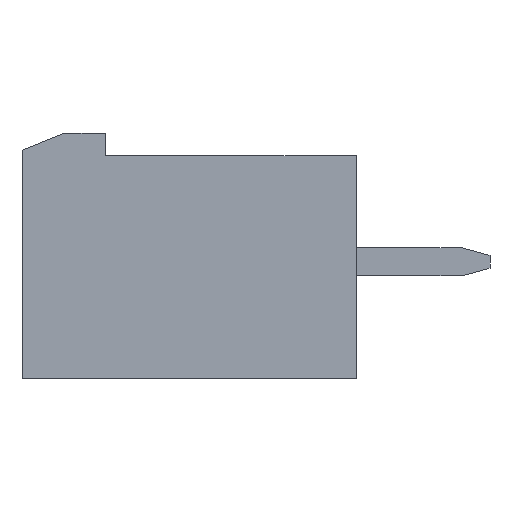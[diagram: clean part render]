
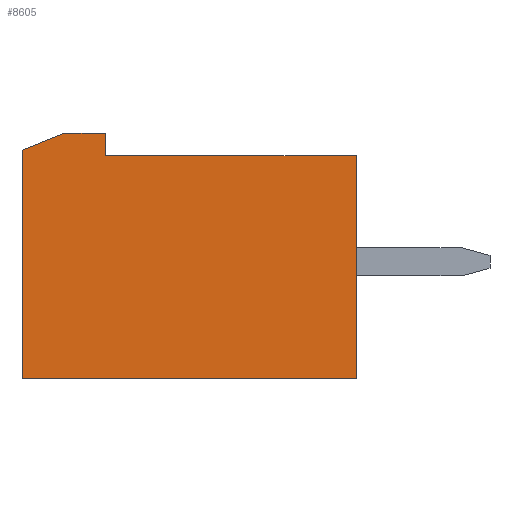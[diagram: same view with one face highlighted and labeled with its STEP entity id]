
A CAD part, left-side view. The second image highlights one B-rep face of the part: STEP entity #8605.
In plain terms, the highlighted planar face has unit normal (-1, 0, 0).
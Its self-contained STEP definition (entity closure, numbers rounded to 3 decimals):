
#35 = DIRECTION ( 'NONE',  ( 0., -1., 0. ) ) ;
#963 = CARTESIAN_POINT ( 'NONE',  ( -0.5, 0., 0. ) ) ;
#1075 = LINE ( 'NONE', #7644, #6928 ) ;
#1552 = AXIS2_PLACEMENT_3D ( 'NONE', #7591, #9057, #4576 ) ;
#1587 = DIRECTION ( 'NONE',  ( 0., 0., 1. ) ) ;
#1991 = ORIENTED_EDGE ( 'NONE', *, *, #7024, .T. ) ;
#2200 = VERTEX_POINT ( 'NONE', #6963 ) ;
#2325 = LINE ( 'NONE', #4428, #6176 ) ;
#2596 = CARTESIAN_POINT ( 'NONE',  ( -0.5, 12., -6.5 ) ) ;
#2927 = CARTESIAN_POINT ( 'NONE',  ( -0.5, 0., -8. ) ) ;
#2950 = ORIENTED_EDGE ( 'NONE', *, *, #5233, .T. ) ;
#3058 = VERTEX_POINT ( 'NONE', #9193 ) ;
#3325 = ORIENTED_EDGE ( 'NONE', *, *, #3605, .T. ) ;
#3328 = DIRECTION ( 'NONE',  ( 0., 0., -1. ) ) ;
#3463 = FACE_OUTER_BOUND ( 'NONE', #6691, .T. ) ;
#3605 = EDGE_CURVE ( 'NONE', #3058, #2200, #8071, .T. ) ;
#4251 = VERTEX_POINT ( 'NONE', #4819 ) ;
#4316 = VECTOR ( 'NONE', #1587, 1000. ) ;
#4428 = CARTESIAN_POINT ( 'NONE',  ( -0.5, 10.5, 0.8 ) ) ;
#4576 = DIRECTION ( 'NONE',  ( 0., 0., 1. ) ) ;
#4645 = CARTESIAN_POINT ( 'NONE',  ( -0.5, 0., -8. ) ) ;
#4660 = EDGE_CURVE ( 'NONE', #2200, #5781, #7830, .T. ) ;
#4664 = LINE ( 'NONE', #2596, #8436 ) ;
#4819 = CARTESIAN_POINT ( 'NONE',  ( -0.5, 0., 0. ) ) ;
#5113 = ORIENTED_EDGE ( 'NONE', *, *, #8689, .T. ) ;
#5233 = EDGE_CURVE ( 'NONE', #5781, #8308, #2325, .T. ) ;
#5567 = DIRECTION ( 'NONE',  ( 0., 1., 0. ) ) ;
#5781 = VERTEX_POINT ( 'NONE', #7232 ) ;
#6176 = VECTOR ( 'NONE', #9678, 1000. ) ;
#6691 = EDGE_LOOP ( 'NONE', ( #7852, #6939, #5113, #1991, #3325, #6696, #2950 ) ) ;
#6696 = ORIENTED_EDGE ( 'NONE', *, *, #4660, .T. ) ;
#6928 = VECTOR ( 'NONE', #35, 1000. ) ;
#6939 = ORIENTED_EDGE ( 'NONE', *, *, #9241, .T. ) ;
#6963 = CARTESIAN_POINT ( 'NONE',  ( -0.5, 9.01, 0.8 ) ) ;
#7024 = EDGE_CURVE ( 'NONE', #4251, #3058, #9591, .T. ) ;
#7232 = CARTESIAN_POINT ( 'NONE',  ( -0.5, 10.5, 0.8 ) ) ;
#7426 = VECTOR ( 'NONE', #5567, 1000. ) ;
#7581 = DIRECTION ( 'NONE',  ( 0., 1., 0. ) ) ;
#7591 = CARTESIAN_POINT ( 'NONE',  ( -0.5, 0., 0. ) ) ;
#7623 = DIRECTION ( 'NONE',  ( 0., 0., 1. ) ) ;
#7644 = CARTESIAN_POINT ( 'NONE',  ( -0.5, 12., -8. ) ) ;
#7830 = LINE ( 'NONE', #8324, #9532 ) ;
#7852 = ORIENTED_EDGE ( 'NONE', *, *, #8844, .T. ) ;
#7887 = CARTESIAN_POINT ( 'NONE',  ( -0.5, 12., -8. ) ) ;
#8008 = VERTEX_POINT ( 'NONE', #2927 ) ;
#8071 = LINE ( 'NONE', #8592, #9537 ) ;
#8308 = VERTEX_POINT ( 'NONE', #9395 ) ;
#8324 = CARTESIAN_POINT ( 'NONE',  ( -0.5, 9.01, 0.8 ) ) ;
#8335 = PLANE ( 'NONE',  #1552 ) ;
#8436 = VECTOR ( 'NONE', #3328, 1000. ) ;
#8554 = LINE ( 'NONE', #4645, #4316 ) ;
#8592 = CARTESIAN_POINT ( 'NONE',  ( -0.5, 9.01, 0. ) ) ;
#8605 = ADVANCED_FACE ( 'NONE', ( #3463 ), #8335, .T. ) ;
#8689 = EDGE_CURVE ( 'NONE', #8008, #4251, #8554, .T. ) ;
#8836 = VERTEX_POINT ( 'NONE', #7887 ) ;
#8844 = EDGE_CURVE ( 'NONE', #8308, #8836, #4664, .T. ) ;
#9057 = DIRECTION ( 'NONE',  ( -1., 0., 0. ) ) ;
#9193 = CARTESIAN_POINT ( 'NONE',  ( -0.5, 9.01, 0. ) ) ;
#9241 = EDGE_CURVE ( 'NONE', #8836, #8008, #1075, .T. ) ;
#9395 = CARTESIAN_POINT ( 'NONE',  ( -0.5, 12., 0.2 ) ) ;
#9532 = VECTOR ( 'NONE', #7581, 1000. ) ;
#9537 = VECTOR ( 'NONE', #7623, 1000. ) ;
#9591 = LINE ( 'NONE', #963, #7426 ) ;
#9678 = DIRECTION ( 'NONE',  ( 0., 0.928, -0.371 ) ) ;
